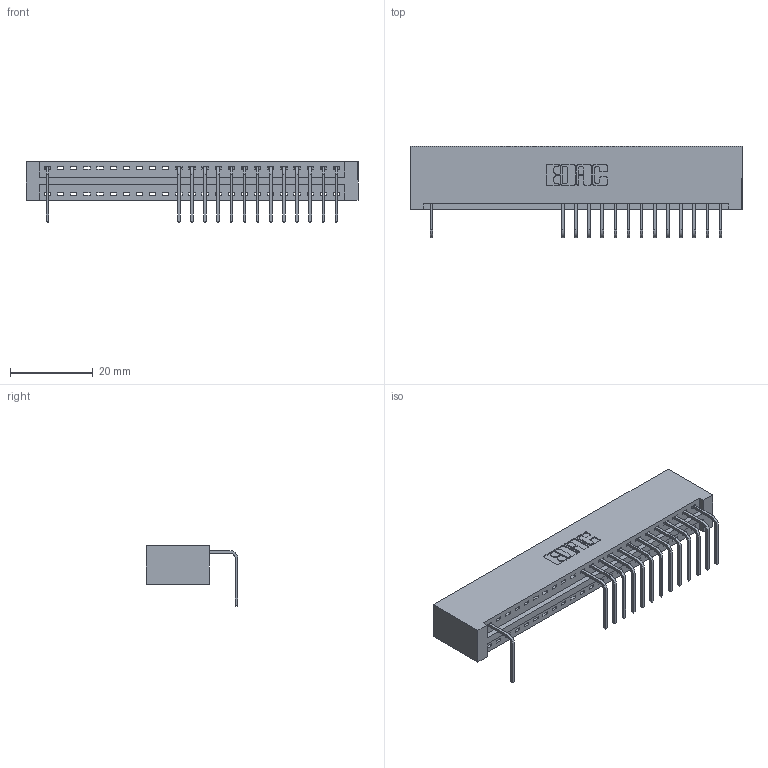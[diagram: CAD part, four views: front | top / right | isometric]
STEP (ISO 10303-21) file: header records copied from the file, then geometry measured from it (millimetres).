
FILE_DESCRIPTION (( 'STEP AP203' ), '1' );
FILE_NAME ('346-023-558-101.STEP', '2018-08-21T02:18:42', ( '' ), ( '' ), 'SwSTEP 2.0', 'SolidWorks 2016', '' );
FILE_SCHEMA (( 'CONFIG_CONTROL_DESIGN' ));
Length unit declared in the file: inch
Products named in the file (3): 346 Part_No Mounting Lugs; 345-292-001_558 Tail - 2; 346-023-558-101
Assembly tree (15 placements, depth 2):
  346-023-558-101
    346 Part_No Mounting Lugs
    345-292-001_558 Tail - 2  x14
Bounding box: 80.26 x 22.16 x 14.73 mm (x, y, z)
Volume: 8045.3 mm3; surface area: 9650.1 mm2
Topology: 15 solids, 15 shells, 1062 faces, 3231 edges, 2134 vertices
Faces by surface type: plane 750, cylinder 312
Entity records: 16351 total; most frequent: CARTESIAN_POINT 2856, ORIENTED_EDGE 2822, DIRECTION 2527, EDGE_CURVE 1411, VECTOR 1195, LINE 1195, VERTEX_POINT 938, AXIS2_PLACEMENT_3D 666
